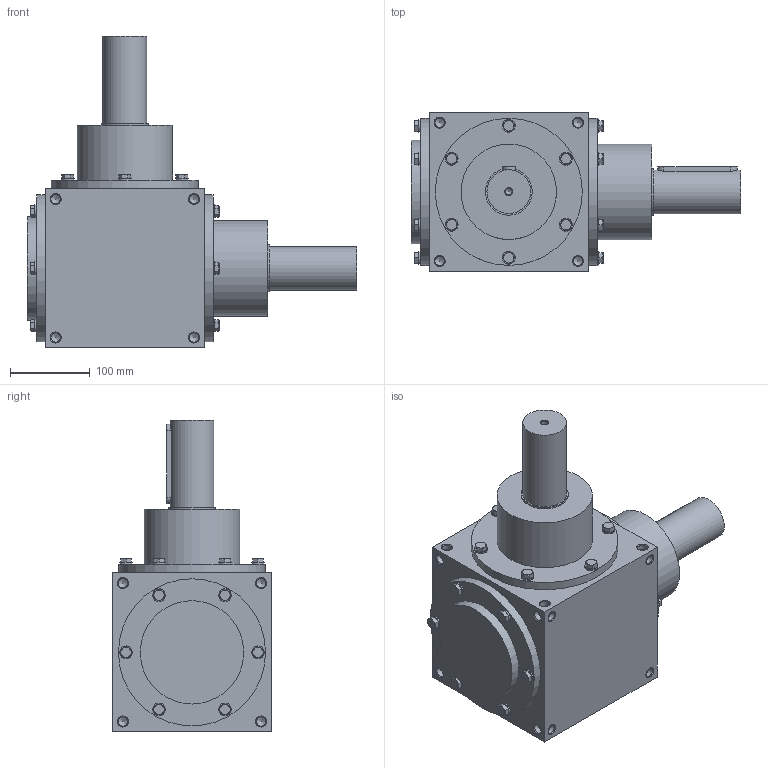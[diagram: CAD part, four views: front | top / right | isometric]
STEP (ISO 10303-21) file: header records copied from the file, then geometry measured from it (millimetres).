
FILE_DESCRIPTION( ( 'STEP AP214' ), ' ' );
FILE_NAME( 'RZ200_S32_R.1_1.5.stp', '2017-10-01T14:47:29', ( '' ), ( '' ), ' ', 'PARTsolutions', ' ' );
FILE_SCHEMA( ( 'AUTOMOTIVE_DESIGN { 1 0 10303 214 1 1 1 1 }' ) );
Length unit declared in the file: millimetre
Products named in the file (4): RZ200_S32_R.1/1.5; _RZ20032-case; _RR200-shaft; _RC_RR200-screw
Assembly tree (21 placements, depth 2):
  RZ200_S32_R.1/1.5
    _RZ20032-case
    _RR200-shaft  x2
    _RC_RR200-screw  x18
Bounding box: 415 x 200 x 392 mm (x, y, z)
Volume: 11081328.2 mm3; surface area: 468526.3 mm2
Topology: 21 solids, 21 shells, 432 faces, 1024 edges, 632 vertices
Faces by surface type: plane 188, cone 160, cylinder 84
Full cylindrical faces by diameter (mm): 8.376 x2, 11.835 x48, 16 x18, 55 x2, 59 x4, 120 x2, 130 x1, 185 x3
Entity records: 5374 total; most frequent: CARTESIAN_POINT 794, DIRECTION 772, ORIENTED_EDGE 494, AXIS2_PLACEMENT_3D 370, EDGE_LOOP 268, EDGE_CURVE 247, VERTEX_POINT 220, FACE_OUTER_BOUND 207
